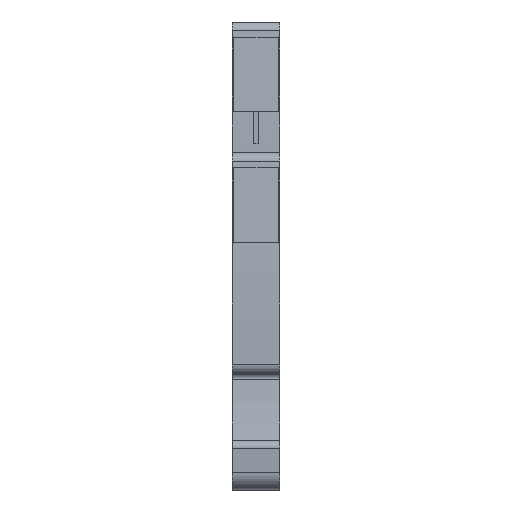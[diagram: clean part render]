
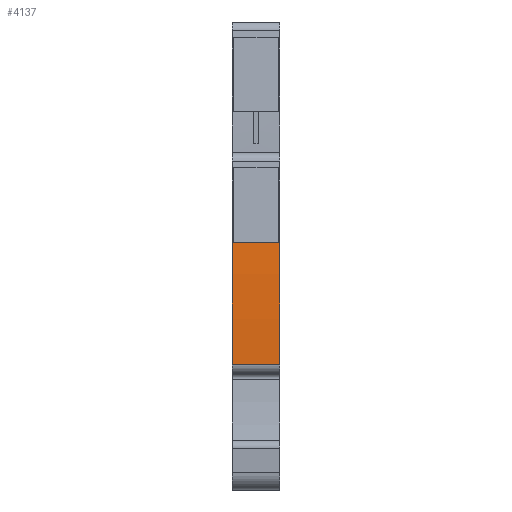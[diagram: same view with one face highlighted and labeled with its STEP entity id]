
A CAD part, front view. The second image highlights one B-rep face of the part: STEP entity #4137.
In plain terms, the highlighted cylindrical face has radius 151.052 mm (diameter 302.104 mm), a partial arc.
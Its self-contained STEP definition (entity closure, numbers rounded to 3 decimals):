
#4110=AXIS2_PLACEMENT_3D('Cylinder Axis2P3D',#4107,#4108,#4109) ;
#4123=AXIS2_PLACEMENT_3D('Circle Axis2P3D',#4121,#4122,$) ;
#4128=AXIS2_PLACEMENT_3D('Circle Axis2P3D',#4126,#4127,$) ;
#4084=CARTESIAN_POINT('Vertex',(0.,1.887,28.054)) ;
#4087=CARTESIAN_POINT('Line Origine',(2.55,1.887,28.054)) ;
#4091=CARTESIAN_POINT('Vertex',(5.1,1.887,28.054)) ;
#4107=CARTESIAN_POINT('Axis2P3D Location',(2.55,152.538,17.05)) ;
#4112=CARTESIAN_POINT('Line Origine',(2.55,1.529,13.426)) ;
#4116=CARTESIAN_POINT('Vertex',(5.1,1.529,13.426)) ;
#4118=CARTESIAN_POINT('Vertex',(0.,1.529,13.426)) ;
#4121=CARTESIAN_POINT('Axis2P3D Location',(5.1,152.538,17.05)) ;
#4126=CARTESIAN_POINT('Axis2P3D Location',(0.,152.538,17.05)) ;
#4088=DIRECTION('Vector Direction',(1.,0.,0.)) ;
#4108=DIRECTION('Axis2P3D Direction',(1.,0.,0.)) ;
#4109=DIRECTION('Axis2P3D XDirection',(0.,-0.996,0.089)) ;
#4113=DIRECTION('Vector Direction',(1.,0.,0.)) ;
#4122=DIRECTION('Axis2P3D Direction',(1.,0.,0.)) ;
#4127=DIRECTION('Axis2P3D Direction',(1.,0.,0.)) ;
#4089=VECTOR('Line Direction',#4088,1.) ;
#4114=VECTOR('Line Direction',#4113,1.) ;
#4132=ORIENTED_EDGE('',*,*,#4120,.F.) ;
#4133=ORIENTED_EDGE('',*,*,#4125,.F.) ;
#4134=ORIENTED_EDGE('',*,*,#4093,.T.) ;
#4135=ORIENTED_EDGE('',*,*,#4130,.T.) ;
#4137=ADVANCED_FACE('MLD',(#4136),#4111,.T.) ;
#4124=CIRCLE('generated circle',#4123,151.052) ;
#4129=CIRCLE('generated circle',#4128,151.052) ;
#4111=CYLINDRICAL_SURFACE('generated cylinder',#4110,151.052) ;
#4093=EDGE_CURVE('',#4092,#4085,#4090,.F.) ;
#4120=EDGE_CURVE('',#4117,#4119,#4115,.F.) ;
#4125=EDGE_CURVE('',#4092,#4117,#4124,.T.) ;
#4130=EDGE_CURVE('',#4085,#4119,#4129,.T.) ;
#4131=EDGE_LOOP('',(#4132,#4133,#4134,#4135)) ;
#4136=FACE_OUTER_BOUND('',#4131,.T.) ;
#4090=LINE('Line',#4087,#4089) ;
#4115=LINE('Line',#4112,#4114) ;
#4085=VERTEX_POINT('',#4084) ;
#4092=VERTEX_POINT('',#4091) ;
#4117=VERTEX_POINT('',#4116) ;
#4119=VERTEX_POINT('',#4118) ;
